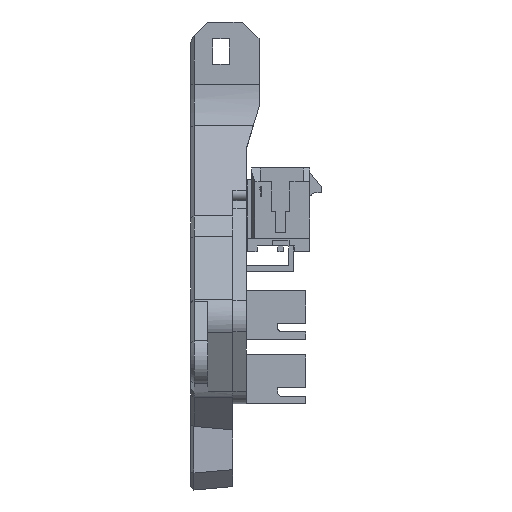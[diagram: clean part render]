
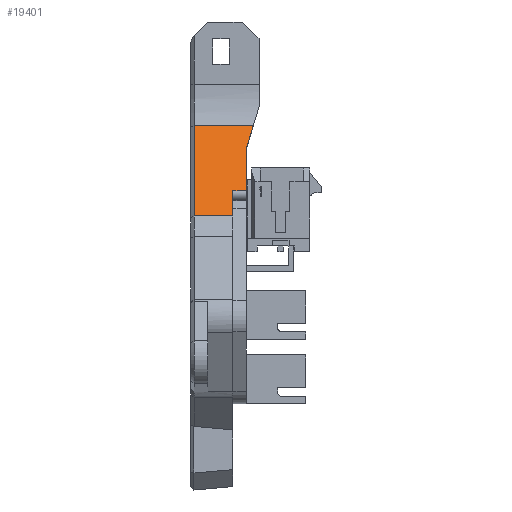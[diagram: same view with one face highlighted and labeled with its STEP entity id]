
A CAD part, front view. The second image highlights one B-rep face of the part: STEP entity #19401.
In plain terms, the highlighted face is planar.
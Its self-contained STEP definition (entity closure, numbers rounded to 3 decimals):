
#1513=FACE_OUTER_BOUND('',#2657,.T.);
#2657=EDGE_LOOP('',(#16783,#16784,#16785,#16786,#16787,#16788,#16789));
#4915=LINE('',#30549,#7348);
#5007=LINE('',#30775,#7440);
#5056=LINE('',#30894,#7489);
#5057=LINE('',#30897,#7490);
#5058=LINE('',#30899,#7491);
#5059=LINE('',#30901,#7492);
#5060=LINE('',#30902,#7493);
#7348=VECTOR('',#25026,10.);
#7440=VECTOR('',#25204,10.);
#7489=VECTOR('',#25321,10.);
#7490=VECTOR('',#25324,10.);
#7491=VECTOR('',#25325,10.);
#7492=VECTOR('',#25326,0.8);
#7493=VECTOR('',#25327,10.);
#9081=VERTEX_POINT('',#30546);
#9082=VERTEX_POINT('',#30548);
#9162=VERTEX_POINT('',#30765);
#9164=VERTEX_POINT('',#30771);
#9198=VERTEX_POINT('',#30896);
#9199=VERTEX_POINT('',#30898);
#9200=VERTEX_POINT('',#30900);
#11606=EDGE_CURVE('',#9082,#9081,#4915,.F.);
#11715=EDGE_CURVE('',#9162,#9164,#5007,.T.);
#11776=EDGE_CURVE('',#9164,#9081,#5056,.T.);
#11777=EDGE_CURVE('',#9198,#9162,#5057,.T.);
#11778=EDGE_CURVE('',#9199,#9198,#5058,.T.);
#11779=EDGE_CURVE('',#9200,#9199,#5059,.T.);
#11780=EDGE_CURVE('',#9200,#9082,#5060,.T.);
#16783=ORIENTED_EDGE('',*,*,#11715,.F.);
#16784=ORIENTED_EDGE('',*,*,#11777,.F.);
#16785=ORIENTED_EDGE('',*,*,#11778,.F.);
#16786=ORIENTED_EDGE('',*,*,#11779,.F.);
#16787=ORIENTED_EDGE('',*,*,#11780,.T.);
#16788=ORIENTED_EDGE('',*,*,#11606,.T.);
#16789=ORIENTED_EDGE('',*,*,#11776,.F.);
#18172=PLANE('',#20653);
#19401=ADVANCED_FACE('',(#1513),#18172,.T.);
#20653=AXIS2_PLACEMENT_3D('',#30895,#25322,#25323);
#25026=DIRECTION('',(-0.472,-0.844,-0.253));
#25204=DIRECTION('',(0.488,0.873,0.));
#25321=DIRECTION('',(0.,0.,1.));
#25322=DIRECTION('center_axis',(-0.873,0.488,0.));
#25323=DIRECTION('ref_axis',(0.488,0.873,0.));
#25324=DIRECTION('',(0.,0.,-1.));
#25325=DIRECTION('',(-0.488,-0.873,0.));
#25326=DIRECTION('',(0.,0.,-1.));
#25327=DIRECTION('',(0.488,0.873,0.));
#30546=CARTESIAN_POINT('',(-8.27,18.927,2.418));
#30548=CARTESIAN_POINT('',(-9.794,16.2,1.6));
#30549=CARTESIAN_POINT('',(-11.082,13.895,0.908));
#30765=CARTESIAN_POINT('',(-14.244,8.236,-4.6));
#30771=CARTESIAN_POINT('',(-8.27,18.927,-4.6));
#30775=CARTESIAN_POINT('',(-12.871,10.692,-4.6));
#30894=CARTESIAN_POINT('',(-8.27,18.927,0.));
#30895=CARTESIAN_POINT('Origin',(-15.,6.882,0.));
#30896=CARTESIAN_POINT('',(-14.244,8.236,0.));
#30897=CARTESIAN_POINT('',(-14.244,8.236,0.));
#30898=CARTESIAN_POINT('',(-12.577,11.219,0.));
#30899=CARTESIAN_POINT('',(-12.871,10.692,0.));
#30900=CARTESIAN_POINT('',(-12.577,11.219,1.6));
#30901=CARTESIAN_POINT('',(-12.577,11.219,0.));
#30902=CARTESIAN_POINT('',(-6.627,21.868,1.6));
